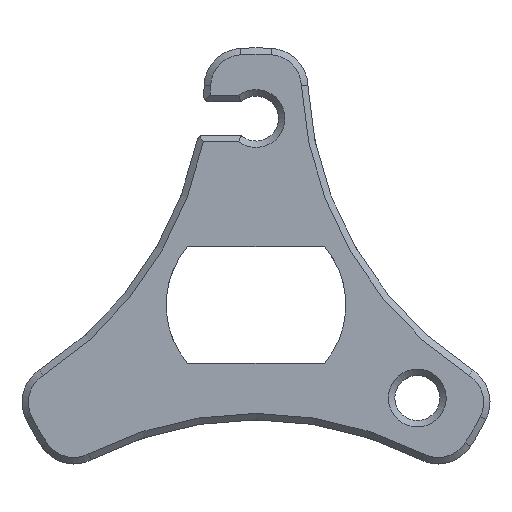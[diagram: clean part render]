
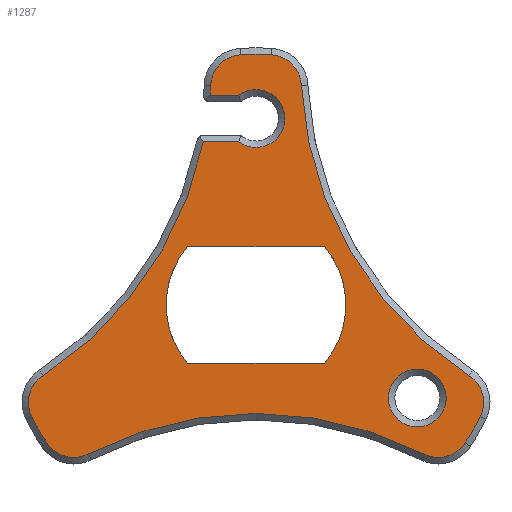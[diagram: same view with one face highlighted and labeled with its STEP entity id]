
A CAD part, top view. The second image highlights one B-rep face of the part: STEP entity #1287.
In plain terms, the highlighted planar face has unit normal (0, 0, 1).
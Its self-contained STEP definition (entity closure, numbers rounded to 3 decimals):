
#134=LINE('',#1978,#200);
#135=LINE('',#1982,#201);
#136=LINE('',#2007,#202);
#137=LINE('',#2012,#203);
#200=VECTOR('',#1565,1000.);
#201=VECTOR('',#1568,1000.);
#202=VECTOR('',#1593,1000.);
#203=VECTOR('',#1596,1000.);
#266=ORIENTED_EDGE('',*,*,#668,.T.);
#267=ORIENTED_EDGE('',*,*,#669,.T.);
#268=ORIENTED_EDGE('',*,*,#670,.T.);
#269=ORIENTED_EDGE('',*,*,#671,.T.);
#270=ORIENTED_EDGE('',*,*,#672,.T.);
#271=ORIENTED_EDGE('',*,*,#673,.T.);
#272=ORIENTED_EDGE('',*,*,#674,.T.);
#273=ORIENTED_EDGE('',*,*,#675,.T.);
#274=ORIENTED_EDGE('',*,*,#676,.T.);
#275=ORIENTED_EDGE('',*,*,#677,.T.);
#276=ORIENTED_EDGE('',*,*,#678,.T.);
#277=ORIENTED_EDGE('',*,*,#679,.T.);
#278=ORIENTED_EDGE('',*,*,#680,.T.);
#279=ORIENTED_EDGE('',*,*,#681,.T.);
#280=ORIENTED_EDGE('',*,*,#682,.T.);
#281=ORIENTED_EDGE('',*,*,#683,.T.);
#282=ORIENTED_EDGE('',*,*,#684,.T.);
#283=ORIENTED_EDGE('',*,*,#685,.T.);
#284=ORIENTED_EDGE('',*,*,#686,.T.);
#285=ORIENTED_EDGE('',*,*,#687,.T.);
#286=ORIENTED_EDGE('',*,*,#688,.T.);
#668=EDGE_CURVE('',#869,#869,#994,.T.);
#669=EDGE_CURVE('',#870,#871,#995,.T.);
#670=EDGE_CURVE('',#871,#872,#134,.T.);
#671=EDGE_CURVE('',#872,#873,#996,.T.);
#672=EDGE_CURVE('',#873,#874,#135,.T.);
#673=EDGE_CURVE('',#874,#875,#997,.T.);
#674=EDGE_CURVE('',#875,#876,#998,.F.);
#675=EDGE_CURVE('',#876,#877,#999,.F.);
#676=EDGE_CURVE('',#877,#878,#1000,.F.);
#677=EDGE_CURVE('',#878,#879,#1001,.T.);
#678=EDGE_CURVE('',#879,#880,#1002,.F.);
#679=EDGE_CURVE('',#880,#881,#1003,.F.);
#680=EDGE_CURVE('',#881,#882,#1004,.F.);
#681=EDGE_CURVE('',#882,#883,#1005,.T.);
#682=EDGE_CURVE('',#883,#884,#1006,.F.);
#683=EDGE_CURVE('',#884,#885,#1007,.F.);
#684=EDGE_CURVE('',#885,#870,#1008,.F.);
#685=EDGE_CURVE('',#886,#887,#136,.T.);
#686=EDGE_CURVE('',#887,#888,#1009,.T.);
#687=EDGE_CURVE('',#888,#889,#137,.T.);
#688=EDGE_CURVE('',#889,#886,#1010,.T.);
#869=VERTEX_POINT('',#1974);
#870=VERTEX_POINT('',#1976);
#871=VERTEX_POINT('',#1977);
#872=VERTEX_POINT('',#1979);
#873=VERTEX_POINT('',#1981);
#874=VERTEX_POINT('',#1983);
#875=VERTEX_POINT('',#1985);
#876=VERTEX_POINT('',#1987);
#877=VERTEX_POINT('',#1989);
#878=VERTEX_POINT('',#1991);
#879=VERTEX_POINT('',#1993);
#880=VERTEX_POINT('',#1995);
#881=VERTEX_POINT('',#1997);
#882=VERTEX_POINT('',#1999);
#883=VERTEX_POINT('',#2001);
#884=VERTEX_POINT('',#2003);
#885=VERTEX_POINT('',#2005);
#886=VERTEX_POINT('',#2008);
#887=VERTEX_POINT('',#2009);
#888=VERTEX_POINT('',#2011);
#889=VERTEX_POINT('',#2013);
#994=CIRCLE('',#1385,2.25);
#995=CIRCLE('',#1386,28.5);
#996=CIRCLE('',#1387,2.25);
#997=CIRCLE('',#1388,28.5);
#998=CIRCLE('',#1389,2.5);
#999=CIRCLE('',#1390,19.5);
#1000=CIRCLE('',#1391,2.5);
#1001=CIRCLE('',#1392,28.5);
#1002=CIRCLE('',#1393,2.5);
#1003=CIRCLE('',#1394,19.5);
#1004=CIRCLE('',#1395,2.5);
#1005=CIRCLE('',#1396,28.5);
#1006=CIRCLE('',#1397,2.5);
#1007=CIRCLE('',#1398,19.5);
#1008=CIRCLE('',#1399,2.5);
#1009=CIRCLE('',#1400,7.);
#1010=CIRCLE('',#1401,7.);
#1081=EDGE_LOOP('',(#266));
#1082=EDGE_LOOP('',(#267,#268,#269,#270,#271,#272,#273,#274,#275,#276,#277,
#278,#279,#280,#281,#282));
#1083=EDGE_LOOP('',(#283,#284,#285,#286));
#1175=FACE_BOUND('',#1081,.T.);
#1176=FACE_BOUND('',#1082,.T.);
#1177=FACE_BOUND('',#1083,.T.);
#1269=PLANE('',#1384);
#1287=ADVANCED_FACE('',(#1175,#1176,#1177),#1269,.F.);
#1384=AXIS2_PLACEMENT_3D('',#1972,#1559,#1560);
#1385=AXIS2_PLACEMENT_3D('',#1973,#1561,#1562);
#1386=AXIS2_PLACEMENT_3D('',#1975,#1563,#1564);
#1387=AXIS2_PLACEMENT_3D('',#1980,#1566,#1567);
#1388=AXIS2_PLACEMENT_3D('',#1984,#1569,#1570);
#1389=AXIS2_PLACEMENT_3D('',#1986,#1571,#1572);
#1390=AXIS2_PLACEMENT_3D('',#1988,#1573,#1574);
#1391=AXIS2_PLACEMENT_3D('',#1990,#1575,#1576);
#1392=AXIS2_PLACEMENT_3D('',#1992,#1577,#1578);
#1393=AXIS2_PLACEMENT_3D('',#1994,#1579,#1580);
#1394=AXIS2_PLACEMENT_3D('',#1996,#1581,#1582);
#1395=AXIS2_PLACEMENT_3D('',#1998,#1583,#1584);
#1396=AXIS2_PLACEMENT_3D('',#2000,#1585,#1586);
#1397=AXIS2_PLACEMENT_3D('',#2002,#1587,#1588);
#1398=AXIS2_PLACEMENT_3D('',#2004,#1589,#1590);
#1399=AXIS2_PLACEMENT_3D('',#2006,#1591,#1592);
#1400=AXIS2_PLACEMENT_3D('',#2010,#1594,#1595);
#1401=AXIS2_PLACEMENT_3D('',#2014,#1597,#1598);
#1559=DIRECTION('',(0.,0.,-1.));
#1560=DIRECTION('',(-1.,0.,0.));
#1561=DIRECTION('',(0.,0.,-1.));
#1562=DIRECTION('',(-1.,0.,0.));
#1563=DIRECTION('',(0.,0.,-1.));
#1564=DIRECTION('',(-1.,0.,0.));
#1565=DIRECTION('',(1.,0.,0.));
#1566=DIRECTION('',(0.,0.,-1.));
#1567=DIRECTION('',(-1.,0.,0.));
#1568=DIRECTION('',(-1.,0.,0.));
#1569=DIRECTION('',(0.,0.,-1.));
#1570=DIRECTION('',(-1.,0.,0.));
#1571=DIRECTION('',(0.,0.,-1.));
#1572=DIRECTION('',(-1.,0.,0.));
#1573=DIRECTION('',(0.,0.,-1.));
#1574=DIRECTION('',(-1.,0.,0.));
#1575=DIRECTION('',(0.,0.,-1.));
#1576=DIRECTION('',(-1.,0.,0.));
#1577=DIRECTION('',(0.,0.,-1.));
#1578=DIRECTION('',(-1.,0.,0.));
#1579=DIRECTION('',(0.,0.,-1.));
#1580=DIRECTION('',(-1.,0.,0.));
#1581=DIRECTION('',(0.,0.,-1.));
#1582=DIRECTION('',(-1.,0.,0.));
#1583=DIRECTION('',(0.,0.,-1.));
#1584=DIRECTION('',(-1.,0.,0.));
#1585=DIRECTION('',(0.,0.,-1.));
#1586=DIRECTION('',(-1.,0.,0.));
#1587=DIRECTION('',(0.,0.,-1.));
#1588=DIRECTION('',(-1.,0.,0.));
#1589=DIRECTION('',(0.,0.,-1.));
#1590=DIRECTION('',(-1.,0.,0.));
#1591=DIRECTION('',(0.,0.,-1.));
#1592=DIRECTION('',(-1.,0.,0.));
#1593=DIRECTION('',(-1.,0.,0.));
#1594=DIRECTION('',(0.,0.,-1.));
#1595=DIRECTION('',(-1.,0.,0.));
#1596=DIRECTION('',(1.,0.,0.));
#1597=DIRECTION('',(0.,0.,-1.));
#1598=DIRECTION('',(-1.,0.,0.));
#1972=CARTESIAN_POINT('',(0.,0.,5.));
#1973=CARTESIAN_POINT('',(12.557,-7.25,5.));
#1974=CARTESIAN_POINT('',(10.307,-7.25,5.));
#1975=CARTESIAN_POINT('',(-32.,18.475,5.));
#1976=CARTESIAN_POINT('',(-3.534,17.09,5.));
#1977=CARTESIAN_POINT('',(-3.583,16.3,5.));
#1978=CARTESIAN_POINT('',(0.,16.3,5.));
#1979=CARTESIAN_POINT('',(-1.35,16.3,5.));
#1980=CARTESIAN_POINT('',(0.,14.5,5.));
#1981=CARTESIAN_POINT('',(-1.35,12.7,5.));
#1982=CARTESIAN_POINT('',(0.,12.7,5.));
#1983=CARTESIAN_POINT('',(-4.091,12.7,5.));
#1984=CARTESIAN_POINT('',(-32.,18.475,5.));
#1985=CARTESIAN_POINT('',(-16.567,-5.485,5.));
#1986=CARTESIAN_POINT('',(-15.213,-7.586,5.));
#1987=CARTESIAN_POINT('',(-17.451,-8.702,5.));
#1988=CARTESIAN_POINT('',(0.,0.,5.));
#1989=CARTESIAN_POINT('',(-16.262,-10.762,5.));
#1990=CARTESIAN_POINT('',(-14.177,-9.382,5.));
#1991=CARTESIAN_POINT('',(-13.033,-11.605,5.));
#1992=CARTESIAN_POINT('',(0.,-36.95,5.));
#1993=CARTESIAN_POINT('',(13.033,-11.605,5.));
#1994=CARTESIAN_POINT('',(14.177,-9.382,5.));
#1995=CARTESIAN_POINT('',(16.262,-10.762,5.));
#1996=CARTESIAN_POINT('',(0.,0.,5.));
#1997=CARTESIAN_POINT('',(17.451,-8.702,5.));
#1998=CARTESIAN_POINT('',(15.213,-7.586,5.));
#1999=CARTESIAN_POINT('',(16.567,-5.485,5.));
#2000=CARTESIAN_POINT('',(32.,18.475,5.));
#2001=CARTESIAN_POINT('',(3.534,17.09,5.));
#2002=CARTESIAN_POINT('',(1.037,16.968,5.));
#2003=CARTESIAN_POINT('',(1.189,19.464,5.));
#2004=CARTESIAN_POINT('',(0.,0.,5.));
#2005=CARTESIAN_POINT('',(-1.189,19.464,5.));
#2006=CARTESIAN_POINT('',(-1.037,16.968,5.));
#2007=CARTESIAN_POINT('',(0.,-4.55,5.));
#2008=CARTESIAN_POINT('',(5.32,-4.55,5.));
#2009=CARTESIAN_POINT('',(-5.32,-4.55,5.));
#2010=CARTESIAN_POINT('',(0.,0.,5.));
#2011=CARTESIAN_POINT('',(-5.32,4.55,5.));
#2012=CARTESIAN_POINT('',(0.,4.55,5.));
#2013=CARTESIAN_POINT('',(5.32,4.55,5.));
#2014=CARTESIAN_POINT('',(0.,0.,5.));
